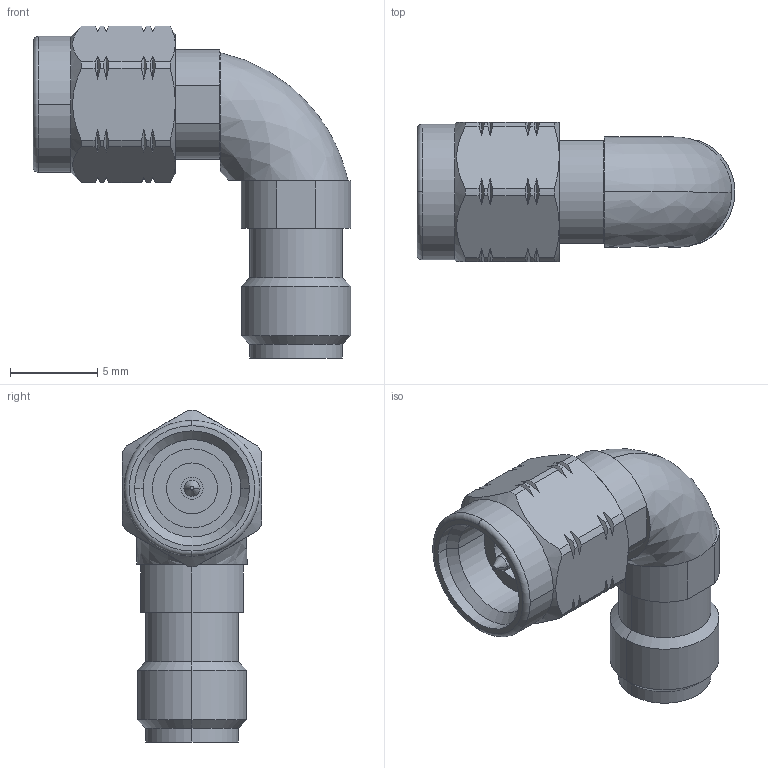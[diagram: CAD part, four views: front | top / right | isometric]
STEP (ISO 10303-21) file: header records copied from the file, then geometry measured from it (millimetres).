
FILE_DESCRIPTION (( 'STEP AP214' ), '1' );
FILE_NAME ('FMAD91791_3D.step', '2024-05-06T23:07:27', ( '' ), ( '' ), 'SwSTEP 2.0', 'SolidWorks 2022', '' );
FILE_SCHEMA (( 'AUTOMOTIVE_DESIGN' ));
Length unit declared in the file: millimetre
Products named in the file (1): FMAD91791_3D
Bounding box: 18.26 x 8 x 19.07 mm (x, y, z)
Volume: 828.4 mm3; surface area: 936.2 mm2
Topology: 1 solids, 1 shells, 164 faces, 417 edges, 270 vertices
Faces by surface type: cylinder 67, cone 66, plane 27, torus 2, bspline 2
Entity records: 5655 total; most frequent: CARTESIAN_POINT 1856, ORIENTED_EDGE 834, DIRECTION 795, EDGE_CURVE 417, AXIS2_PLACEMENT_3D 337, VERTEX_POINT 270, EDGE_LOOP 179, CIRCLE 174
